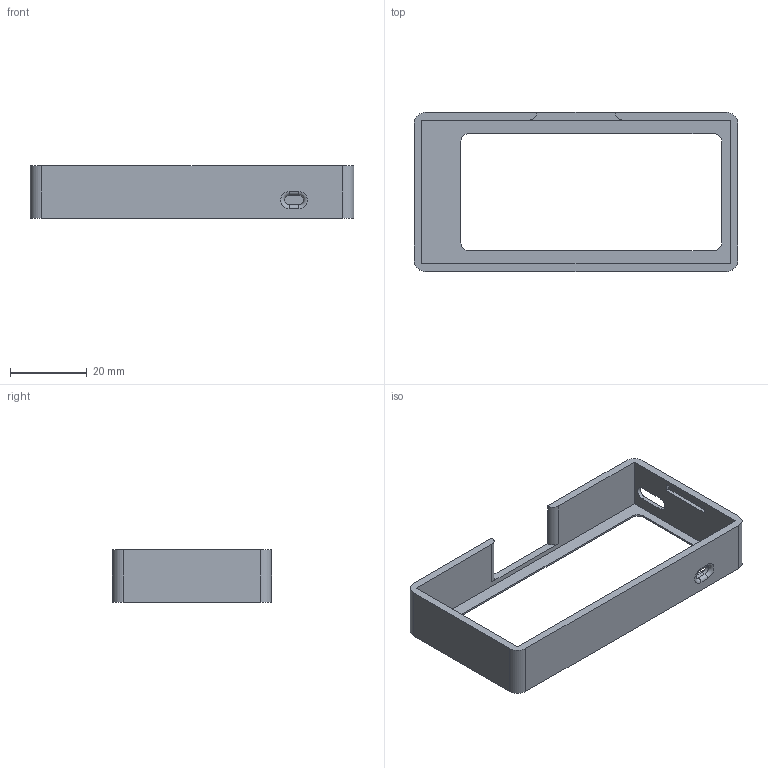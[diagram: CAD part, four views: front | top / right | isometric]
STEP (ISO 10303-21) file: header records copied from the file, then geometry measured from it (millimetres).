
FILE_DESCRIPTION(('none'),'2;1');
FILE_NAME('Smart-Plant Enclosure Top.stp','none',('none'),('none'),'none','none','none');
FILE_SCHEMA(('CONFIG_CONTROL_DESIGN'));
Length unit declared in the file: millimetre
Products named in the file (1): Smart Plant Enclosure Top
Bounding box: 84.5 x 41.5 x 13.75 mm (x, y, z)
Volume: 6337.2 mm3; surface area: 9067 mm2
Topology: 1 solids, 1 shells, 53 faces, 143 edges, 94 vertices
Faces by surface type: plane 33, cylinder 18, torus 2
Entity records: 1655 total; most frequent: CARTESIAN_POINT 293, ORIENTED_EDGE 286, DIRECTION 236, EDGE_CURVE 143, VECTOR 103, LINE 103, VERTEX_POINT 94, AXIS2_PLACEMENT_3D 87
